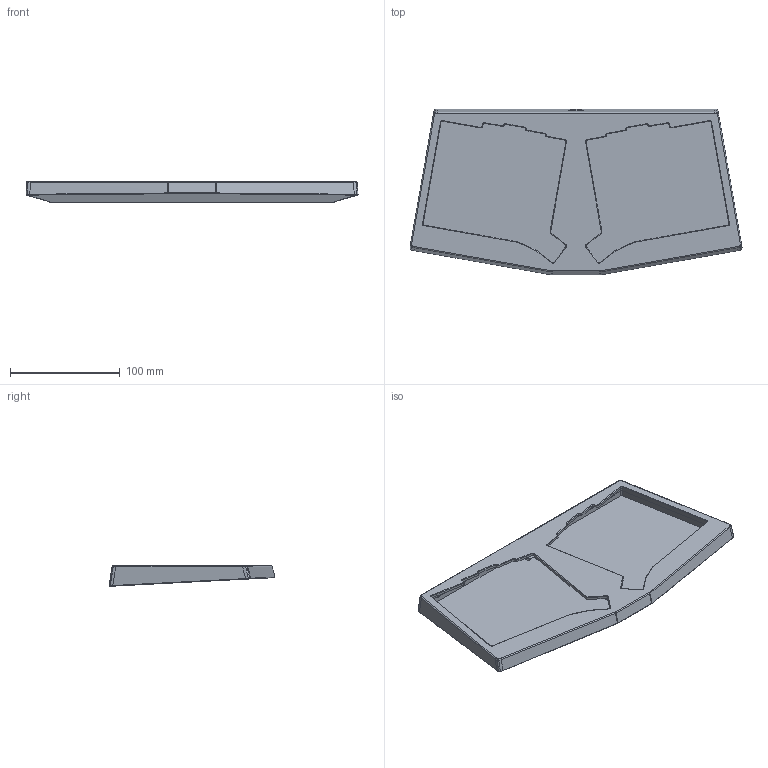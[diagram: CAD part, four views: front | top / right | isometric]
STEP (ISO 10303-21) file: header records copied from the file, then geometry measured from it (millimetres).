
FILE_DESCRIPTION(/* description */ (''),/* implementation_level */ '2;1');
FILE_NAME(/* name */ 'resin-case-no-blockers.step',/* time_stamp */ '2024-10-06T09:43:58+07:00',/* author */ (''),/* organization */ (''),/* preprocessor_version */ 'ST-DEVELOPER v20',/* originating_system */ 'Autodesk Translation Framework v13.20.0.188',/* authorisation */ '');
FILE_SCHEMA (('AUTOMOTIVE_DESIGN { 1 0 10303 214 3 1 1 }'));
Length unit declared in the file: millimetre
Products named in the file (1): Form Neo
Bounding box: 302.69 x 151.16 x 18.76 mm (x, y, z)
Volume: 263499.9 mm3; surface area: 143452.7 mm2
Topology: 2 solids, 2 shells, 502 faces, 1263 edges, 783 vertices
Faces by surface type: cylinder 184, plane 164, bspline 114, torus 32, sphere 8
Full cylindrical faces by diameter (mm): 2.3 x8, 3.6 x10, 4.1 x8
Entity records: 18166 total; most frequent: CARTESIAN_POINT 6371, ORIENTED_EDGE 2526, DIRECTION 2347, EDGE_CURVE 1263, AXIS2_PLACEMENT_3D 869, VERTEX_POINT 783, LINE 609, VECTOR 609
